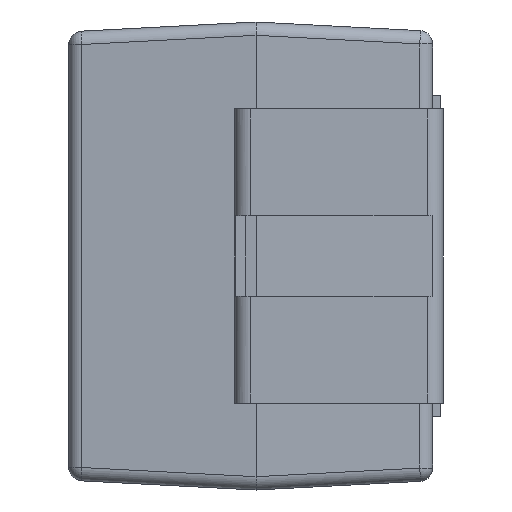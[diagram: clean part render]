
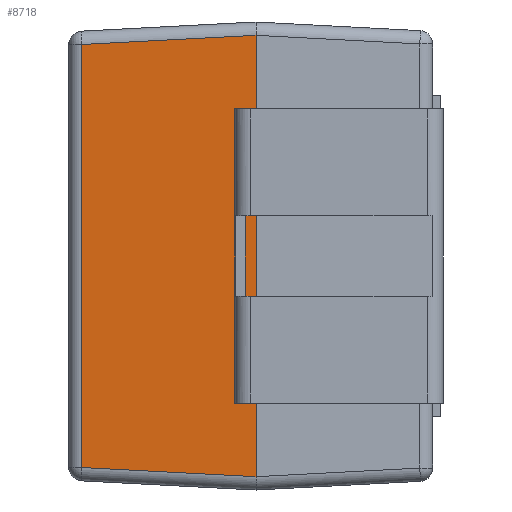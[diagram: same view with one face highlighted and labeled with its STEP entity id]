
A CAD part, left-side view. The second image highlights one B-rep face of the part: STEP entity #8718.
In plain terms, the highlighted planar face has unit normal (-0.999, 0.052, 0).
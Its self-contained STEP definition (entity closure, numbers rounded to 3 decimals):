
#68 = VECTOR ( 'NONE', #138, 1000. ) ;
#138 = DIRECTION ( 'NONE',  ( 0., 0., -1. ) ) ;
#434 = FACE_BOUND ( 'NONE', #894, .T. ) ;
#493 = DIRECTION ( 'NONE',  ( -0.052, -0.999, 0. ) ) ;
#564 = LINE ( 'NONE', #10204, #4899 ) ;
#726 = VERTEX_POINT ( 'NONE', #3667 ) ;
#894 = EDGE_LOOP ( 'NONE', ( #6018, #5436, #4375, #8218 ) ) ;
#1003 = EDGE_CURVE ( 'NONE', #3053, #9235, #10335, .T. ) ;
#1424 = EDGE_LOOP ( 'NONE', ( #7971, #8236, #7260, #11158 ) ) ;
#1433 = VECTOR ( 'NONE', #8766, 1000. ) ;
#1567 = CARTESIAN_POINT ( 'NONE',  ( -2.982, 1.56, -1.1 ) ) ;
#2075 = VERTEX_POINT ( 'NONE', #10202 ) ;
#2205 = VECTOR ( 'NONE', #4466, 1000. ) ;
#2259 = VERTEX_POINT ( 'NONE', #7283 ) ;
#2425 = CARTESIAN_POINT ( 'NONE',  ( -2.99, 1.395, -1.65 ) ) ;
#2461 = DIRECTION ( 'NONE',  ( 0., 0., -1. ) ) ;
#2666 = CARTESIAN_POINT ( 'NONE',  ( -2.986, 1.48, -1.1 ) ) ;
#3053 = VERTEX_POINT ( 'NONE', #11077 ) ;
#3159 = LINE ( 'NONE', #1567, #9766 ) ;
#3372 = LINE ( 'NONE', #10863, #9983 ) ;
#3586 = LINE ( 'NONE', #4560, #8141 ) ;
#3667 = CARTESIAN_POINT ( 'NONE',  ( -2.986, 1.48, 1.1 ) ) ;
#3969 = CARTESIAN_POINT ( 'NONE',  ( -2.99, 1.4, -1.65 ) ) ;
#4369 = CARTESIAN_POINT ( 'NONE',  ( -2.922, 2.705, -1.582 ) ) ;
#4375 = ORIENTED_EDGE ( 'NONE', *, *, #4842, .T. ) ;
#4379 = EDGE_CURVE ( 'NONE', #726, #2259, #6930, .T. ) ;
#4466 = DIRECTION ( 'NONE',  ( 0.052, 0.999, 0. ) ) ;
#4547 = CARTESIAN_POINT ( 'NONE',  ( -3.055, 0.159, -1.1 ) ) ;
#4560 = CARTESIAN_POINT ( 'NONE',  ( -2.99, 1.4, -1.75 ) ) ;
#4842 = EDGE_CURVE ( 'NONE', #2259, #10136, #9079, .T. ) ;
#4899 = VECTOR ( 'NONE', #5919, 1000. ) ;
#5027 = FACE_OUTER_BOUND ( 'NONE', #1424, .T. ) ;
#5436 = ORIENTED_EDGE ( 'NONE', *, *, #4379, .T. ) ;
#5673 = DIRECTION ( 'NONE',  ( -0.999, 0.052, 0. ) ) ;
#5706 = DIRECTION ( 'NONE',  ( -0.052, -0.999, 0. ) ) ;
#5919 = DIRECTION ( 'NONE',  ( 0., 0., -1. ) ) ;
#6018 = ORIENTED_EDGE ( 'NONE', *, *, #10571, .T. ) ;
#6930 = LINE ( 'NONE', #2666, #68 ) ;
#7260 = ORIENTED_EDGE ( 'NONE', *, *, #7831, .T. ) ;
#7283 = CARTESIAN_POINT ( 'NONE',  ( -2.986, 1.48, -1.1 ) ) ;
#7353 = PLANE ( 'NONE',  #9854 ) ;
#7831 = EDGE_CURVE ( 'NONE', #10574, #3053, #3586, .T. ) ;
#7971 = ORIENTED_EDGE ( 'NONE', *, *, #8553, .T. ) ;
#8141 = VECTOR ( 'NONE', #10577, 1000. ) ;
#8218 = ORIENTED_EDGE ( 'NONE', *, *, #8536, .F. ) ;
#8236 = ORIENTED_EDGE ( 'NONE', *, *, #10685, .T. ) ;
#8536 = EDGE_CURVE ( 'NONE', #2075, #10136, #3159, .T. ) ;
#8553 = EDGE_CURVE ( 'NONE', #9235, #9325, #564, .T. ) ;
#8590 = LINE ( 'NONE', #2425, #10921 ) ;
#8718 = ADVANCED_FACE ( 'NONE', ( #5027, #434 ), #7353, .T. ) ;
#8766 = DIRECTION ( 'NONE',  ( 0.052, 0.997, -0.052 ) ) ;
#9079 = LINE ( 'NONE', #4547, #2205 ) ;
#9235 = VERTEX_POINT ( 'NONE', #9306 ) ;
#9274 = DIRECTION ( 'NONE',  ( -0.052, -0.997, -0.052 ) ) ;
#9306 = CARTESIAN_POINT ( 'NONE',  ( -2.922, 2.705, 1.582 ) ) ;
#9325 = VERTEX_POINT ( 'NONE', #4369 ) ;
#9766 = VECTOR ( 'NONE', #2461, 1000. ) ;
#9854 = AXIS2_PLACEMENT_3D ( 'NONE', #10831, #5673, #493 ) ;
#9983 = VECTOR ( 'NONE', #5706, 1000. ) ;
#10136 = VERTEX_POINT ( 'NONE', #10403 ) ;
#10202 = CARTESIAN_POINT ( 'NONE',  ( -2.982, 1.56, 1.1 ) ) ;
#10204 = CARTESIAN_POINT ( 'NONE',  ( -2.922, 2.705, -1.75 ) ) ;
#10321 = CARTESIAN_POINT ( 'NONE',  ( -2.981, 1.577, 1.641 ) ) ;
#10335 = LINE ( 'NONE', #10321, #1433 ) ;
#10403 = CARTESIAN_POINT ( 'NONE',  ( -2.982, 1.56, -1.1 ) ) ;
#10571 = EDGE_CURVE ( 'NONE', #2075, #726, #3372, .T. ) ;
#10574 = VERTEX_POINT ( 'NONE', #3969 ) ;
#10577 = DIRECTION ( 'NONE',  ( 0., 0., 1. ) ) ;
#10685 = EDGE_CURVE ( 'NONE', #9325, #10574, #8590, .T. ) ;
#10831 = CARTESIAN_POINT ( 'NONE',  ( -2.99, 1.4, -1.75 ) ) ;
#10863 = CARTESIAN_POINT ( 'NONE',  ( -3.055, 0.159, 1.1 ) ) ;
#10921 = VECTOR ( 'NONE', #9274, 1000. ) ;
#11077 = CARTESIAN_POINT ( 'NONE',  ( -2.99, 1.4, 1.65 ) ) ;
#11158 = ORIENTED_EDGE ( 'NONE', *, *, #1003, .T. ) ;
